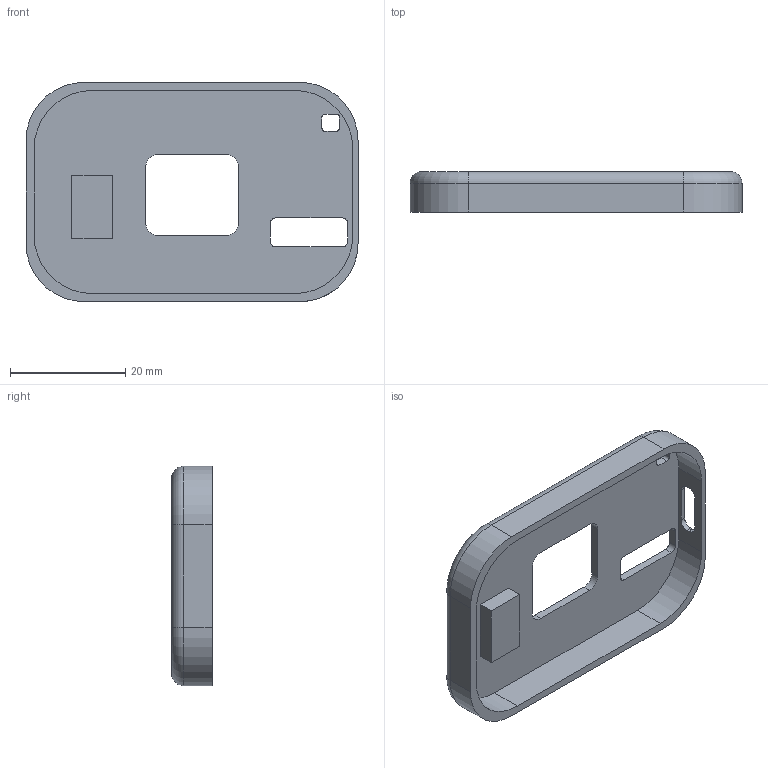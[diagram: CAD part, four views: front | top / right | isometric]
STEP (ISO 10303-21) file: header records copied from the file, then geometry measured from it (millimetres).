
FILE_DESCRIPTION(/* description */ (''),/* implementation_level */ '2;1');
FILE_NAME(/* name */ 'PB2 Holder v4.step',/* time_stamp */ '2025-07-03T12:46:34-07:00',/* author */ (''),/* organization */ (''),/* preprocessor_version */ 'ST-DEVELOPER v20.1',/* originating_system */ 'Autodesk Translation Framework v14.10.0.0',/* authorisation */ '');
FILE_SCHEMA (('AUTOMOTIVE_DESIGN { 1 0 10303 214 3 1 1 }'));
Length unit declared in the file: millimetre
Products named in the file (1): PB2 Holder
Bounding box: 57.51 x 7.01 x 38 mm (x, y, z)
Volume: 3917 mm3; surface area: 5791.2 mm2
Topology: 1 solids, 1 shells, 68 faces, 186 edges, 120 vertices
Faces by surface type: plane 34, cylinder 29, torus 5
Entity records: 2204 total; most frequent: CARTESIAN_POINT 390, DIRECTION 384, ORIENTED_EDGE 372, EDGE_CURVE 186, AXIS2_PLACEMENT_3D 132, LINE 120, VECTOR 120, VERTEX_POINT 120
